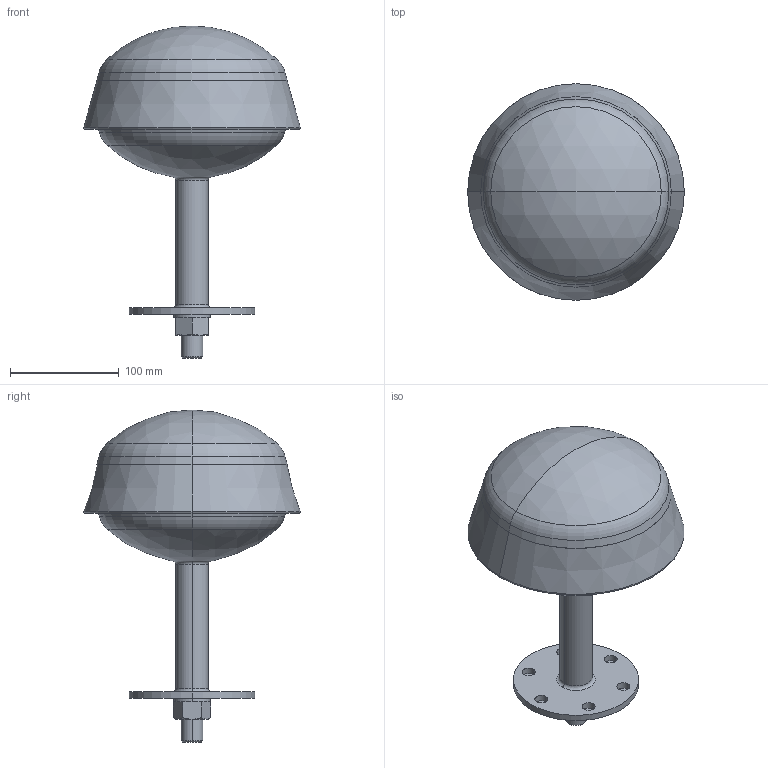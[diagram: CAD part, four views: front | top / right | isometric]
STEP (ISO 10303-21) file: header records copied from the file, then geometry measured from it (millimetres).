
FILE_DESCRIPTION (( 'STEP AP203' ), '1' );
FILE_NAME ('S316L B.STEP', '2025-01-16T07:56:30', ( '' ), ( '' ), 'SwSTEP 2.0', 'SolidWorks 2024', '' );
FILE_SCHEMA (( 'CONFIG_CONTROL_DESIGN' ));
Length unit declared in the file: millimetre
Products named in the file (1): S316L B
Bounding box: 199.01 x 199.01 x 305 mm (x, y, z)
Volume: 2665334 mm3; surface area: 163093.7 mm2
Topology: 1 solids, 1 shells, 86 faces, 176 edges, 103 vertices
Faces by surface type: plane 30, cylinder 22, cone 18, torus 12, sphere 4
Entity records: 2387 total; most frequent: DIRECTION 444, CARTESIAN_POINT 438, ORIENTED_EDGE 352, AXIS2_PLACEMENT_3D 193, EDGE_CURVE 176, CIRCLE 106, VERTEX_POINT 103, EDGE_LOOP 97
